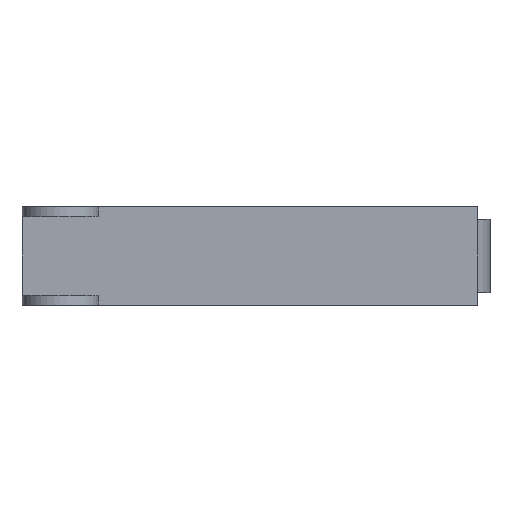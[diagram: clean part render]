
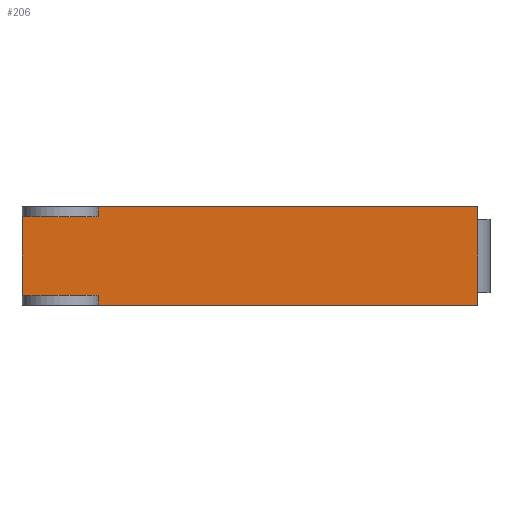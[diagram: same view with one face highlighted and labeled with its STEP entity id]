
A CAD part, front view. The second image highlights one B-rep face of the part: STEP entity #206.
In plain terms, the highlighted planar face has unit normal (0, -1, 0).
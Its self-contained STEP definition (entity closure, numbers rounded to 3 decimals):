
#9 = LINE ( 'NONE', #371, #792 ) ;
#29 = DIRECTION ( 'NONE',  ( 0., 0., -1. ) ) ;
#72 = AXIS2_PLACEMENT_3D ( 'NONE', #457, #621, #168 ) ;
#85 = CARTESIAN_POINT ( 'NONE',  ( 16.95, 2.05, 2. ) ) ;
#89 = CARTESIAN_POINT ( 'NONE',  ( 16.95, 2.05, 2. ) ) ;
#168 = DIRECTION ( 'NONE',  ( 0., 0., 1. ) ) ;
#184 = LINE ( 'NONE', #89, #585 ) ;
#185 = LINE ( 'NONE', #901, #768 ) ;
#201 = ORIENTED_EDGE ( 'NONE', *, *, #610, .F. ) ;
#206 = ADVANCED_FACE ( 'NONE', ( #801 ), #306, .F. ) ;
#223 = ORIENTED_EDGE ( 'NONE', *, *, #886, .F. ) ;
#229 = EDGE_CURVE ( 'NONE', #856, #499, #184, .T. ) ;
#243 = EDGE_CURVE ( 'NONE', #591, #583, #356, .T. ) ;
#279 = CARTESIAN_POINT ( 'NONE',  ( -1.55, 2.05, -1.6 ) ) ;
#283 = DIRECTION ( 'NONE',  ( 0., 0., -1. ) ) ;
#306 = PLANE ( 'NONE',  #72 ) ;
#307 = CARTESIAN_POINT ( 'NONE',  ( 1.55, 2.05, 2. ) ) ;
#333 = CARTESIAN_POINT ( 'NONE',  ( 1.55, 2.05, 2. ) ) ;
#356 = LINE ( 'NONE', #775, #739 ) ;
#371 = CARTESIAN_POINT ( 'NONE',  ( -3.05, 2.05, 1.6 ) ) ;
#379 = CARTESIAN_POINT ( 'NONE',  ( -1.55, 2.05, 1.6 ) ) ;
#384 = CARTESIAN_POINT ( 'NONE',  ( 1.55, 2.05, 2. ) ) ;
#385 = VECTOR ( 'NONE', #813, 1000. ) ;
#389 = EDGE_LOOP ( 'NONE', ( #616, #531, #892, #468, #223, #201, #761, #440 ) ) ;
#393 = EDGE_CURVE ( 'NONE', #583, #857, #622, .T. ) ;
#413 = VECTOR ( 'NONE', #29, 1000. ) ;
#440 = ORIENTED_EDGE ( 'NONE', *, *, #393, .T. ) ;
#452 = DIRECTION ( 'NONE',  ( 1., 0., 0. ) ) ;
#457 = CARTESIAN_POINT ( 'NONE',  ( 1.55, 2.05, 2. ) ) ;
#468 = ORIENTED_EDGE ( 'NONE', *, *, #637, .T. ) ;
#483 = LINE ( 'NONE', #765, #873 ) ;
#499 = VERTEX_POINT ( 'NONE', #794 ) ;
#507 = CARTESIAN_POINT ( 'NONE',  ( -1.55, 2.05, 2. ) ) ;
#521 = DIRECTION ( 'NONE',  ( 1., 0., 0. ) ) ;
#531 = ORIENTED_EDGE ( 'NONE', *, *, #229, .F. ) ;
#537 = DIRECTION ( 'NONE',  ( 1., 0., 0. ) ) ;
#548 = DIRECTION ( 'NONE',  ( 0., 0., -1. ) ) ;
#583 = VERTEX_POINT ( 'NONE', #980 ) ;
#585 = VECTOR ( 'NONE', #548, 1000. ) ;
#591 = VERTEX_POINT ( 'NONE', #279 ) ;
#610 = EDGE_CURVE ( 'NONE', #591, #947, #867, .T. ) ;
#616 = ORIENTED_EDGE ( 'NONE', *, *, #814, .T. ) ;
#621 = DIRECTION ( 'NONE',  ( 0., 1., 0. ) ) ;
#622 = LINE ( 'NONE', #333, #413 ) ;
#637 = EDGE_CURVE ( 'NONE', #829, #983, #185, .T. ) ;
#730 = LINE ( 'NONE', #384, #940 ) ;
#739 = VECTOR ( 'NONE', #851, 1000. ) ;
#761 = ORIENTED_EDGE ( 'NONE', *, *, #243, .T. ) ;
#765 = CARTESIAN_POINT ( 'NONE',  ( 1.55, 2.05, -2. ) ) ;
#768 = VECTOR ( 'NONE', #283, 1000. ) ;
#775 = CARTESIAN_POINT ( 'NONE',  ( -3.05, 2.05, -1.6 ) ) ;
#792 = VECTOR ( 'NONE', #521, 1000. ) ;
#794 = CARTESIAN_POINT ( 'NONE',  ( 16.95, 2.05, -2. ) ) ;
#801 = FACE_OUTER_BOUND ( 'NONE', #389, .T. ) ;
#813 = DIRECTION ( 'NONE',  ( 0., 0., 1. ) ) ;
#814 = EDGE_CURVE ( 'NONE', #857, #499, #483, .T. ) ;
#829 = VERTEX_POINT ( 'NONE', #307 ) ;
#841 = CARTESIAN_POINT ( 'NONE',  ( 1.55, 2.05, 1.6 ) ) ;
#844 = CARTESIAN_POINT ( 'NONE',  ( 1.55, 2.05, -2. ) ) ;
#851 = DIRECTION ( 'NONE',  ( 1., 0., 0. ) ) ;
#856 = VERTEX_POINT ( 'NONE', #85 ) ;
#857 = VERTEX_POINT ( 'NONE', #844 ) ;
#867 = LINE ( 'NONE', #507, #385 ) ;
#873 = VECTOR ( 'NONE', #537, 1000. ) ;
#886 = EDGE_CURVE ( 'NONE', #947, #983, #9, .T. ) ;
#892 = ORIENTED_EDGE ( 'NONE', *, *, #986, .F. ) ;
#901 = CARTESIAN_POINT ( 'NONE',  ( 1.55, 2.05, 2. ) ) ;
#940 = VECTOR ( 'NONE', #452, 1000. ) ;
#947 = VERTEX_POINT ( 'NONE', #379 ) ;
#980 = CARTESIAN_POINT ( 'NONE',  ( 1.55, 2.05, -1.6 ) ) ;
#983 = VERTEX_POINT ( 'NONE', #841 ) ;
#986 = EDGE_CURVE ( 'NONE', #829, #856, #730, .T. ) ;
